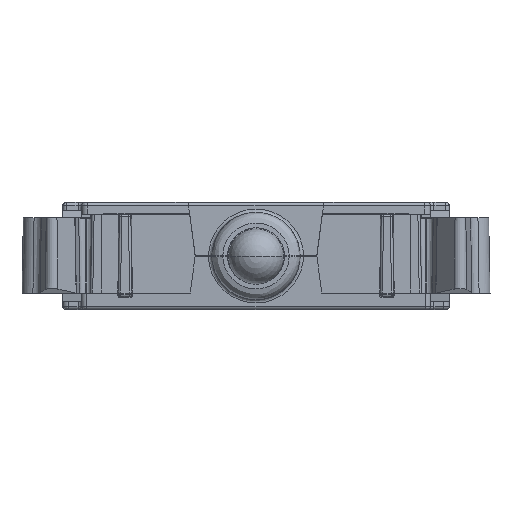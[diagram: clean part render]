
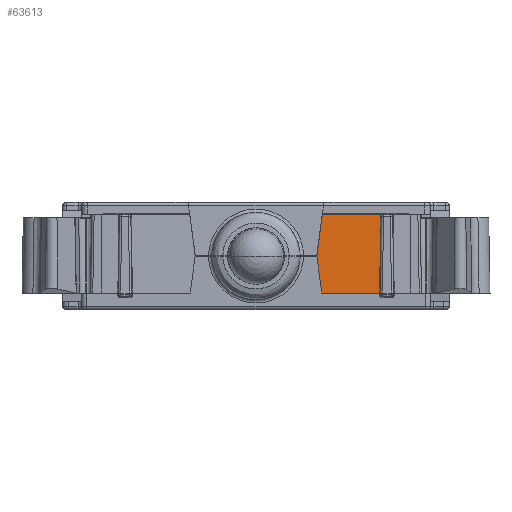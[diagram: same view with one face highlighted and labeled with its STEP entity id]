
A CAD part, front view. The second image highlights one B-rep face of the part: STEP entity #63613.
In plain terms, the highlighted planar face has unit normal (0, -1, 0.018).
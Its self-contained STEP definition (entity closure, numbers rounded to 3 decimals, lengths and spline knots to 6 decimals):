
#37589=DIRECTION('',(0.13,0.017,0.991));
#37590=VECTOR('',#37589,0.00357);
#37591=CARTESIAN_POINT('',(0.0055,-0.005283,0.0001));
#37592=LINE('',#37591,#37590);
#37713=DIRECTION('',(1.,0.,0.));
#37714=VECTOR('',#37713,0.00514);
#37715=CARTESIAN_POINT('',(0.006263,-0.005217,0.0039));
#37716=LINE('',#37715,#37714);
#38498=CARTESIAN_POINT('',(0.011255,-0.00522,
0.003709));
#38499=CARTESIAN_POINT('',(0.011255,-0.00522,
0.003722));
#38500=CARTESIAN_POINT('',(0.011258,-0.005219,
0.003745));
#38501=CARTESIAN_POINT('',(0.011266,-0.005219,
0.003776));
#38502=CARTESIAN_POINT('',(0.011279,-0.005218,
0.003805));
#38503=CARTESIAN_POINT('',(0.011296,-0.005218,
0.00383));
#38504=CARTESIAN_POINT('',(0.011316,-0.005218,
0.003852));
#38505=CARTESIAN_POINT('',(0.01134,-0.005217,
0.003872));
#38506=CARTESIAN_POINT('',(0.011369,-0.005217,
0.003888));
#38507=CARTESIAN_POINT('',(0.011391,-0.005217,
0.003897));
#38508=CARTESIAN_POINT('',(0.011403,-0.005217,0.0039));
#38513=DIRECTION('',(0.007,0.017,1.));
#38514=VECTOR('',#38513,0.00701);
#38515=CARTESIAN_POINT('',(0.011204,-0.005342,-0.0033));
#38516=LINE('',#38515,#38514);
#38520=DIRECTION('',(1.,0.,0.));
#38521=VECTOR('',#38520,0.005257);
#38522=CARTESIAN_POINT('',(0.005948,-0.005342,-0.0033));
#38523=LINE('',#38522,#38521);
#38527=DIRECTION('',(0.131,-0.017,-0.991));
#38528=VECTOR('',#38527,0.001422);
#38529=CARTESIAN_POINT('',(0.005762,-0.005318,
-0.00189));
#38530=LINE('',#38529,#38528);
#38544=CARTESIAN_POINT('',(0.011403,-0.005217,0.0039));
#38745=DIRECTION('',(-0.131,0.017,0.991));
#38746=VECTOR('',#38745,0.002008);
#38747=CARTESIAN_POINT('',(0.005762,-0.005318,
-0.00189));
#38748=LINE('',#38747,#38746);
#38759=CARTESIAN_POINT('',(0.005966,-0.005221,
0.003639));
#38760=CARTESIAN_POINT('',(0.005967,-0.005221,
0.00365));
#38761=CARTESIAN_POINT('',(0.005971,-0.005221,
0.003671));
#38762=CARTESIAN_POINT('',(0.005982,-0.00522,
0.003708));
#38763=CARTESIAN_POINT('',(0.006001,-0.005219,
0.003749));
#38764=CARTESIAN_POINT('',(0.00603,-0.005219,
0.003791));
#38765=CARTESIAN_POINT('',(0.006064,-0.005218,
0.003827));
#38766=CARTESIAN_POINT('',(0.006104,-0.005217,
0.003856));
#38767=CARTESIAN_POINT('',(0.00615,-0.005217,
0.003879));
#38768=CARTESIAN_POINT('',(0.006193,-0.005217,
0.003893));
#38769=CARTESIAN_POINT('',(0.006231,-0.005217,
0.003899));
#38770=CARTESIAN_POINT('',(0.006252,-0.005217,0.0039));
#38771=CARTESIAN_POINT('',(0.006263,-0.005217,0.0039));
#59872=CARTESIAN_POINT('',(0.011255,-0.00522,
0.003709));
#59873=VERTEX_POINT('',#59872);
#59877=VERTEX_POINT('',#38544);
#60323=CARTESIAN_POINT('',(0.0055,-0.005283,0.0001));
#60324=CARTESIAN_POINT('',(0.005966,-0.005221,
0.003639));
#60325=VERTEX_POINT('',#60323);
#60326=VERTEX_POINT('',#60324);
#60402=CARTESIAN_POINT('',(0.005762,-0.005318,
-0.00189));
#60404=VERTEX_POINT('',#60402);
#60445=CARTESIAN_POINT('',(0.006263,-0.005217,0.0039));
#60447=VERTEX_POINT('',#60445);
#60743=CARTESIAN_POINT('',(0.005948,-0.005342,-0.0033));
#60744=VERTEX_POINT('',#60743);
#60747=CARTESIAN_POINT('',(0.011204,-0.005342,-0.0033));
#60748=VERTEX_POINT('',#60747);
#63594=CARTESIAN_POINT('',(0.0158,-0.005342,-0.0033));
#63595=DIRECTION('',(0.,-1.,0.017));
#63596=DIRECTION('',(0.,-0.017,-1.));
#63597=AXIS2_PLACEMENT_3D('',#63594,#63595,#63596);
#63598=PLANE('',#63597);
#63599=ORIENTED_EDGE('',*,*,#62824,.T.);
#63601=ORIENTED_EDGE('',*,*,#63600,.F.);
#63603=ORIENTED_EDGE('',*,*,#63602,.F.);
#63604=ORIENTED_EDGE('',*,*,#63562,.F.);
#63605=ORIENTED_EDGE('',*,*,#63580,.F.);
#63607=ORIENTED_EDGE('',*,*,#63606,.T.);
#63608=ORIENTED_EDGE('',*,*,#62742,.T.);
#63610=ORIENTED_EDGE('',*,*,#63609,.T.);
#63611=EDGE_LOOP('',(#63599,#63601,#63603,#63604,#63605,#63607,#63608,#63610));
#63612=FACE_OUTER_BOUND('',#63611,.F.);
#38509=B_SPLINE_CURVE_WITH_KNOTS('',3,(#38498,#38499,#38500,#38501,#38502,
#38503,#38504,#38505,#38506,#38507,#38508),.UNSPECIFIED.,.F.,.F.,(4,1,1,1,1,1,1,
1,4),(0.,0.125,0.25,0.375,0.5,0.625,0.75,0.875,1.),
.UNSPECIFIED.);
#38772=B_SPLINE_CURVE_WITH_KNOTS('',3,(#38759,#38760,#38761,#38762,#38763,
#38764,#38765,#38766,#38767,#38768,#38769,#38770,#38771),.UNSPECIFIED.,.F.,.F.,(
4,1,1,1,1,1,1,1,1,1,4),(0.,0.0625,0.125,0.25,0.375,0.5,0.625,
0.75,0.875,0.9375,1.),.UNSPECIFIED.);
#62742=EDGE_CURVE('',#60325,#60326,#37592,.T.);
#62824=EDGE_CURVE('',#60447,#59877,#37716,.T.);
#63562=EDGE_CURVE('',#60744,#60748,#38523,.T.);
#63580=EDGE_CURVE('',#60404,#60744,#38530,.T.);
#63600=EDGE_CURVE('',#59873,#59877,#38509,.T.);
#63602=EDGE_CURVE('',#60748,#59873,#38516,.T.);
#63606=EDGE_CURVE('',#60404,#60325,#38748,.T.);
#63609=EDGE_CURVE('',#60326,#60447,#38772,.T.);
#63613=ADVANCED_FACE('',(#63612),#63598,.T.);
